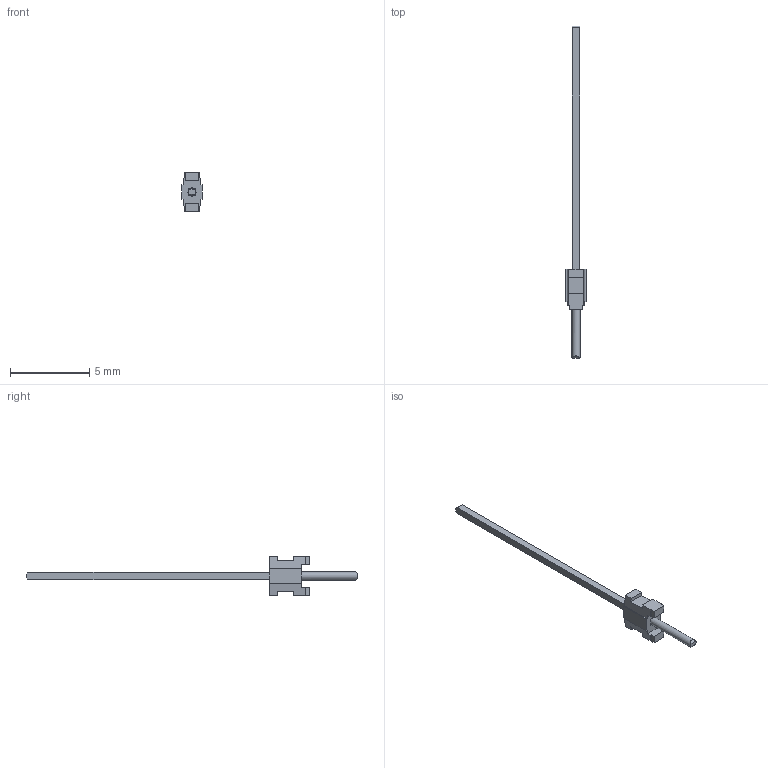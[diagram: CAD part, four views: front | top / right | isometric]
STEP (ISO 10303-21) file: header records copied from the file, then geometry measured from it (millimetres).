
FILE_DESCRIPTION(/* description */ ('STEP AP214'),/* implementation_level */ '2;1');
FILE_NAME(/* name */ 'TMS-101-60-S-S',/* time_stamp */ '2024-11-07T01:06:19+01:00',/* author */ ('License CC BY-ND 4.0'),/* organization */ ('CADENAS'),/* preprocessor_version */ 'ST-DEVELOPER v19.3',/* originating_system */ 'PARTsolutions',/* authorisation */ ' ');
FILE_SCHEMA (('AUTOMOTIVE_DESIGN {1 0 10303 214 3 1 1}'));
Length unit declared in the file: inch
Products named in the file (3): TMS-101-60-S-S; TMS-101-S_header; T-1M6-01-60-S
Assembly tree (2 placements, depth 2):
  TMS-101-60-S-S
    TMS-101-S_header
    T-1M6-01-60-S
Bounding box: 1.27 x 20.95 x 2.44 mm (x, y, z)
Volume: 9.4 mm3; surface area: 64.1 mm2
Topology: 2 solids, 2 shells, 68 faces, 182 edges, 119 vertices
Faces by surface type: plane 67, cylinder 1
Full cylindrical faces by diameter (mm): 0.508 x1
Entity records: 2144 total; most frequent: CARTESIAN_POINT 369, ORIENTED_EDGE 360, DIRECTION 328, EDGE_CURVE 180, LINE 174, VECTOR 174, VERTEX_POINT 118, AXIS2_PLACEMENT_3D 77
